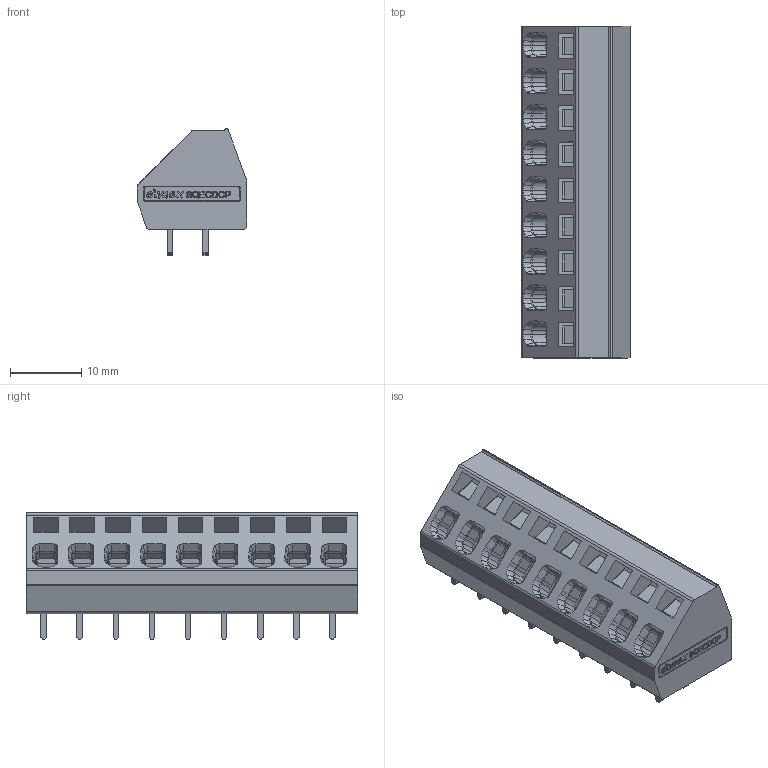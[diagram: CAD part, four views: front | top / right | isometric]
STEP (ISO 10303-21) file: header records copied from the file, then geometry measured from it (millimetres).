
FILE_DESCRIPTION(/* description */ ('Unknown'),/* implementation_level */ '2;1');
FILE_NAME(/* name */ 'SQECD-9W-3D_SOLID',/* time_stamp */ '2024-11-09T09:21:40+06:00',/* author */ ('Unknown'),/* organization */ ('Unknown'),/* preprocessor_version */ 'ST-DEVELOPER v16.7',/* originating_system */ 'Solid Edge',/* authorisation */ 'Unknown');
FILE_SCHEMA (('AUTOMOTIVE_DESIGN {1 0 10303 214 3 1 1}'));
Products named in the file (1): SQECD-9W-SOLID
Bounding box: 15.4 x 46.72 x 17.8 mm (x, y, z)
Volume: 5007.7 mm3; surface area: 10344.9 mm2
Topology: 1 solids, 79 shells, 4255 faces, 11955 edges, 7772 vertices
Faces by surface type: plane 2283, cylinder 1136, bspline 509, torus 180, cone 147
Full cylindrical faces by diameter (mm): 1.5 x54
Entity records: 172272 total; most frequent: CARTESIAN_POINT 34224, ORIENTED_EDGE 23544, DIRECTION 21163, EDGE_CURVE 11772, VERTEX_POINT 7715, LINE 7653, VECTOR 7653, AXIS2_PLACEMENT_3D 6755
